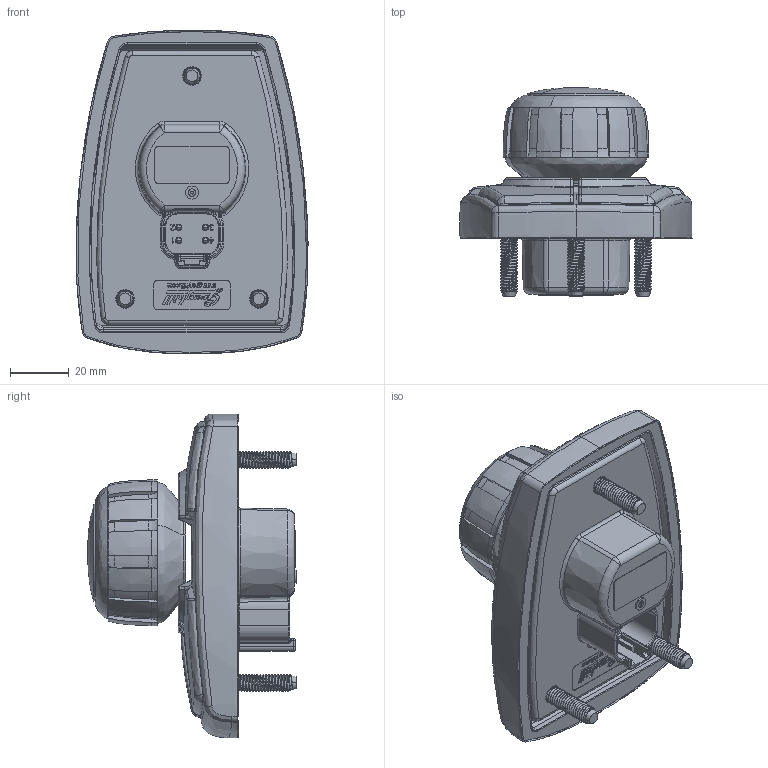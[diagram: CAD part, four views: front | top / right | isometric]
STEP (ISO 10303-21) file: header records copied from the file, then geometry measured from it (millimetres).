
FILE_DESCRIPTION((''),'2;1');
FILE_NAME('3J0115-200X_SW01','2013-07-18T',('Administrator'),(''),'PRO/ENGINEER BY PARAMETRIC TECHNOLOGY CORPORATION, 2006200','PRO/ENGINEER BY PARAMETRIC TECHNOLOGY CORPORATION, 2006200','');
FILE_SCHEMA(('CONFIG_CONTROL_DESIGN'));
Products named in the file (1): 3J0115-200X_SW01
Bounding box: 79.31 x 71.33 x 110.65 mm (x, y, z)
Volume: 112579.9 mm3; surface area: 73971.4 mm2
Topology: 4 solids, 4 shells, 2177 faces, 5914 edges, 3798 vertices
Faces by surface type: plane 1140, cylinder 392, bspline 274, torus 136, cone 89, revolution 58, sphere 52, extrusion 36
Entity records: 112472 total; most frequent: CARTESIAN_POINT 45698, ORIENTED_EDGE 11808, DIRECTION 9691, EDGE_CURVE 5904, VERTEX_POINT 3798, VECTOR 3577, LINE 3541, AXIS2_PLACEMENT_3D 3028
